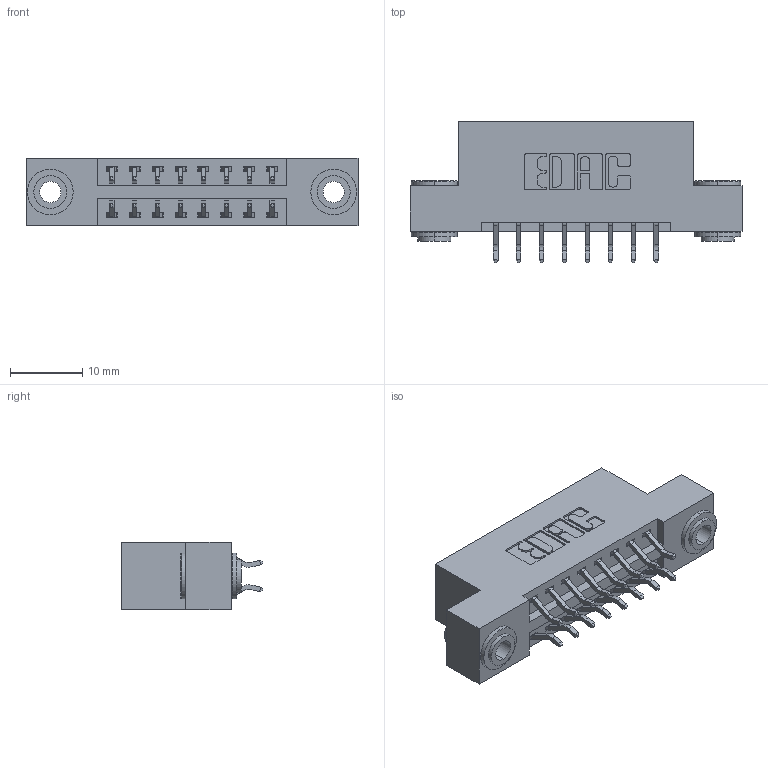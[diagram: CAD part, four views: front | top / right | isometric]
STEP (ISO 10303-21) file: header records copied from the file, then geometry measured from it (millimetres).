
FILE_DESCRIPTION (( 'STEP AP203' ), '1' );
FILE_NAME ('346-016-556-203.STEP', '2022-05-18T16:13:46', ( '' ), ( '' ), 'SwSTEP 2.0', 'SolidWorks 2020', '' );
FILE_SCHEMA (( 'CONFIG_CONTROL_DESIGN' ));
Length unit declared in the file: inch
Products named in the file (4): 345-250-002_345-250-002-102; 346 Part_Flush Mounting Lugs - 0.156 Dia-TH; 345-292-001_556 Tail; 346-016-556-203
Assembly tree (19 placements, depth 2):
  346-016-556-203
    346 Part_Flush Mounting Lugs - 0.156 Dia-TH
    345-292-001_556 Tail  x16
    345-250-002_345-250-002-102  x2
Bounding box: 45.97 x 19.57 x 9.4 mm (x, y, z)
Volume: 4219.6 mm3; surface area: 5499.6 mm2
Topology: 19 solids, 19 shells, 1102 faces, 3209 edges, 2114 vertices
Faces by surface type: plane 724, cylinder 370, cone 8
Entity records: 11084 total; most frequent: CARTESIAN_POINT 1869, ORIENTED_EDGE 1782, DIRECTION 1717, EDGE_CURVE 891, LINE 695, VECTOR 695, VERTEX_POINT 590, AXIS2_PLACEMENT_3D 511
